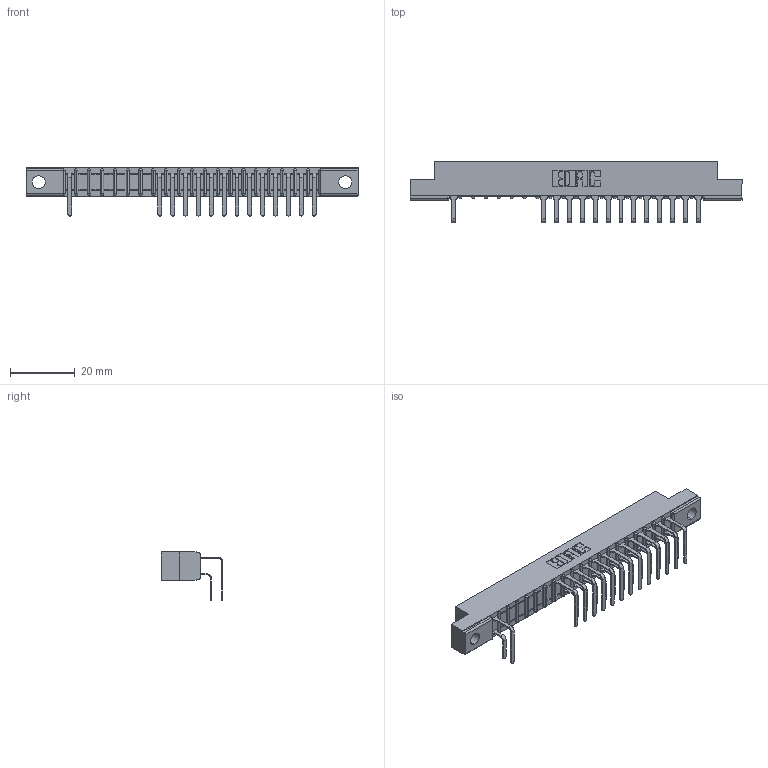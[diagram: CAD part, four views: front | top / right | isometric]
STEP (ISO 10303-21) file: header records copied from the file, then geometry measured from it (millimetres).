
FILE_DESCRIPTION (( 'STEP AP203' ), '1' );
FILE_NAME ('307-020-558-104.STEP', '2018-08-04T00:58:12', ( '' ), ( '' ), 'SwSTEP 2.0', 'SolidWorks 2016', '' );
FILE_SCHEMA (( 'CONFIG_CONTROL_DESIGN' ));
Length unit declared in the file: inch
Products named in the file (4): 307 Part_.156 Dia Mounting Holes; 307-290-001_558 559 - 1 (Single); 307-290-001_558 - 2 (Single); 307-020-558-104
Assembly tree (28 placements, depth 2):
  307-020-558-104
    307 Part_.156 Dia Mounting Holes
    307-290-001_558 559 - 1 (Single)  x13
    307-290-001_558 - 2 (Single)  x14
Bounding box: 102.26 x 18.96 x 14.81 mm (x, y, z)
Volume: 6536.2 mm3; surface area: 11018.5 mm2
Topology: 28 solids, 28 shells, 1633 faces, 4609 edges, 2978 vertices
Faces by surface type: plane 1053, cylinder 538, sphere 42
Entity records: 21947 total; most frequent: CARTESIAN_POINT 3659, ORIENTED_EDGE 3634, DIRECTION 3571, EDGE_CURVE 1817, LINE 1391, VECTOR 1391, VERTEX_POINT 1178, AXIS2_PLACEMENT_3D 1090
